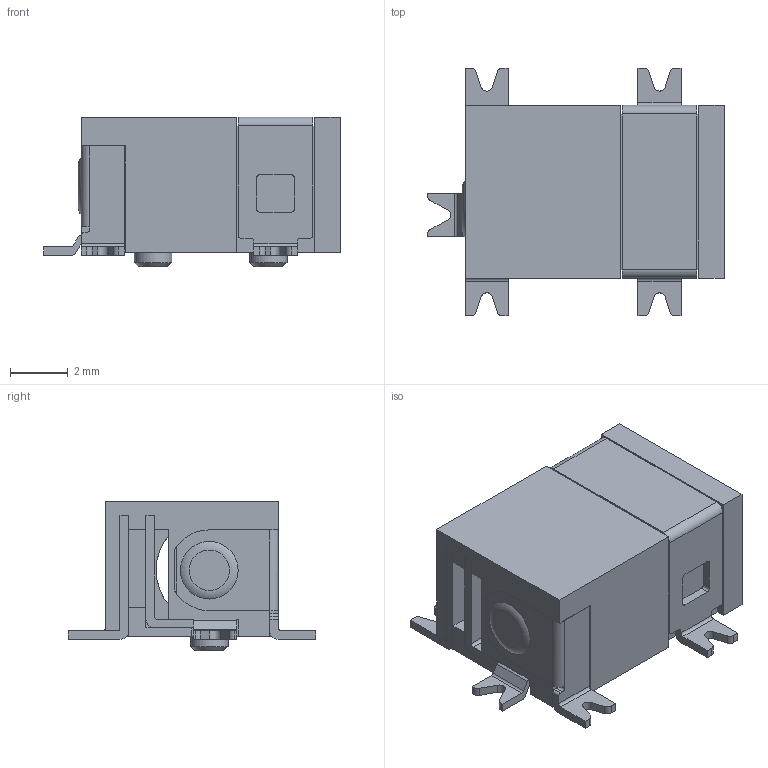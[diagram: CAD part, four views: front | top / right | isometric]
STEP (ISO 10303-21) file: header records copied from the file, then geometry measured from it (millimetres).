
FILE_DESCRIPTION(/* description */ (''),/* implementation_level */ '2;1');
FILE_NAME(/* name */ 'CUI - PJ-075CH-SMT.step',/* time_stamp */ '2020-04-02T14:41:49+01:00',/* author */ (''),/* organization */ (''),/* preprocessor_version */ 'ST-DEVELOPER v18',/* originating_system */ 'Autodesk Translation Framework v8.12.0.6',/* authorisation */ '');
FILE_SCHEMA (('AUTOMOTIVE_DESIGN { 1 0 10303 214 3 1 1 }'));
Length unit declared in the file: millimetre
Products named in the file (1): CUI - PJ-075CH-SMT-TR
Bounding box: 10.3 x 8.6 x 5.2 mm (x, y, z)
Volume: 171.4 mm3; surface area: 436.6 mm2
Topology: 1 solids, 1 shells, 187 faces, 541 edges, 359 vertices
Faces by surface type: plane 126, cylinder 57, cone 2, sphere 1, torus 1
Full cylindrical faces by diameter (mm): 1 x1, 1.3 x2, 2.75 x1, 3.7 x1
Entity records: 6242 total; most frequent: CARTESIAN_POINT 1087, ORIENTED_EDGE 1080, DIRECTION 1055, EDGE_CURVE 540, LINE 401, VECTOR 401, VERTEX_POINT 359, AXIS2_PLACEMENT_3D 327
